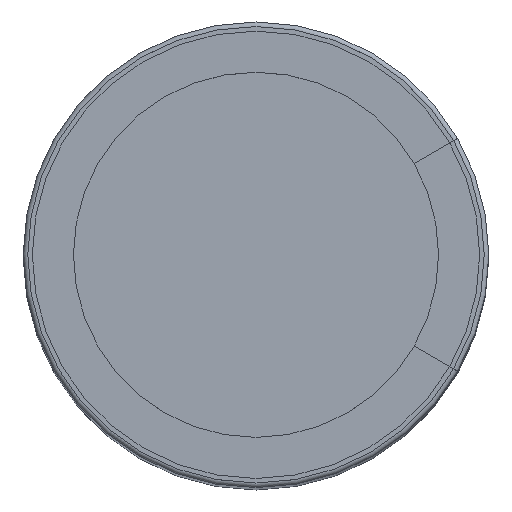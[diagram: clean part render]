
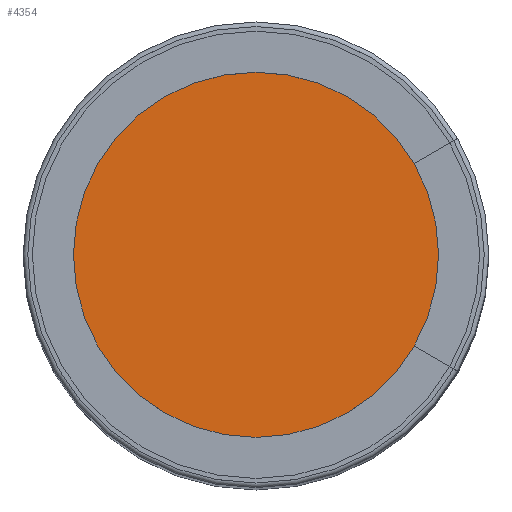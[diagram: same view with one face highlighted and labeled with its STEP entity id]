
A CAD part, top view. The second image highlights one B-rep face of the part: STEP entity #4354.
In plain terms, the highlighted planar face has unit normal (0, 0, 1).
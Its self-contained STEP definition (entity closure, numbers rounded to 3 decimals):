
#4236 = TOROIDAL_SURFACE('',#4237,4.9,0.1);
#4237 = AXIS2_PLACEMENT_3D('',#4238,#4239,#4240);
#4238 = CARTESIAN_POINT('',(0.,0.,30.6));
#4239 = DIRECTION('',(0.,0.,-1.));
#4240 = DIRECTION('',(-1.,0.,0.));
#4274 = EDGE_CURVE('',#4275,#4275,#4277,.T.);
#4275 = VERTEX_POINT('',#4276);
#4276 = CARTESIAN_POINT('',(4.9,0.,30.7));
#4277 = SURFACE_CURVE('',#4278,(#4283,#4312),.PCURVE_S1.);
#4278 = CIRCLE('',#4279,4.9);
#4279 = AXIS2_PLACEMENT_3D('',#4280,#4281,#4282);
#4280 = CARTESIAN_POINT('',(0.,0.,30.7));
#4281 = DIRECTION('',(0.,0.,-1.));
#4282 = DIRECTION('',(-1.,0.,0.));
#4283 = PCURVE('',#4236,#4284);
#4284 = DEFINITIONAL_REPRESENTATION('',(#4285),#4311);
#4285 = B_SPLINE_CURVE_WITH_KNOTS('',3,(#4286,#4287,#4288,#4289,#4290,
    #4291,#4292,#4293,#4294,#4295,#4296,#4297,#4298,#4299,#4300,#4301,
    #4302,#4303,#4304,#4305,#4306,#4307,#4308,#4309,#4310),
  .UNSPECIFIED.,.F.,.F.,(4,1,1,1,1,1,1,1,1,1,1,1,1,1,1,1,1,1,1,1,1,1,4),
  (3.142,3.427,3.713,3.998,
    4.284,4.57,4.855,5.141,
    5.426,5.712,5.998,6.283,
    6.569,6.854,7.14,7.426,
    7.711,7.997,8.282,8.568,
    8.854,9.139,9.425),.UNSPECIFIED.);
#4286 = CARTESIAN_POINT('',(3.142,4.712));
#4287 = CARTESIAN_POINT('',(3.237,4.712));
#4288 = CARTESIAN_POINT('',(3.427,4.712));
#4289 = CARTESIAN_POINT('',(3.713,4.712));
#4290 = CARTESIAN_POINT('',(3.998,4.712));
#4291 = CARTESIAN_POINT('',(4.284,4.712));
#4292 = CARTESIAN_POINT('',(4.57,4.712));
#4293 = CARTESIAN_POINT('',(4.855,4.712));
#4294 = CARTESIAN_POINT('',(5.141,4.712));
#4295 = CARTESIAN_POINT('',(5.426,4.712));
#4296 = CARTESIAN_POINT('',(5.712,4.712));
#4297 = CARTESIAN_POINT('',(5.998,4.712));
#4298 = CARTESIAN_POINT('',(6.283,4.712));
#4299 = CARTESIAN_POINT('',(6.569,4.712));
#4300 = CARTESIAN_POINT('',(6.854,4.712));
#4301 = CARTESIAN_POINT('',(7.14,4.712));
#4302 = CARTESIAN_POINT('',(7.426,4.712));
#4303 = CARTESIAN_POINT('',(7.711,4.712));
#4304 = CARTESIAN_POINT('',(7.997,4.712));
#4305 = CARTESIAN_POINT('',(8.282,4.712));
#4306 = CARTESIAN_POINT('',(8.568,4.712));
#4307 = CARTESIAN_POINT('',(8.854,4.712));
#4308 = CARTESIAN_POINT('',(9.139,4.712));
#4309 = CARTESIAN_POINT('',(9.33,4.712));
#4310 = CARTESIAN_POINT('',(9.425,4.712));
#4311 = ( GEOMETRIC_REPRESENTATION_CONTEXT(2) 
PARAMETRIC_REPRESENTATION_CONTEXT() REPRESENTATION_CONTEXT('2D SPACE',''
  ) );
#4312 = PCURVE('',#4313,#4318);
#4313 = PLANE('',#4314);
#4314 = AXIS2_PLACEMENT_3D('',#4315,#4316,#4317);
#4315 = CARTESIAN_POINT('',(0.,0.,30.7));
#4316 = DIRECTION('',(0.,0.,1.));
#4317 = DIRECTION('',(1.,0.,-0.));
#4318 = DEFINITIONAL_REPRESENTATION('',(#4319),#4327);
#4319 = ( BOUNDED_CURVE() B_SPLINE_CURVE(2,(#4320,#4321,#4322,#4323,
#4324,#4325,#4326),.UNSPECIFIED.,.T.,.F.) B_SPLINE_CURVE_WITH_KNOTS((1,2
    ,2,2,2,1),(-2.094,0.,2.094,4.189,
6.283,8.378),.UNSPECIFIED.) CURVE() 
GEOMETRIC_REPRESENTATION_ITEM() RATIONAL_B_SPLINE_CURVE((1.,0.5,1.,0.5,
1.,0.5,1.)) REPRESENTATION_ITEM('') );
#4320 = CARTESIAN_POINT('',(-4.9,0.));
#4321 = CARTESIAN_POINT('',(-4.9,8.487));
#4322 = CARTESIAN_POINT('',(2.45,4.244));
#4323 = CARTESIAN_POINT('',(9.8,0.));
#4324 = CARTESIAN_POINT('',(2.45,-4.244));
#4325 = CARTESIAN_POINT('',(-4.9,-8.487));
#4326 = CARTESIAN_POINT('',(-4.9,0.));
#4327 = ( GEOMETRIC_REPRESENTATION_CONTEXT(2) 
PARAMETRIC_REPRESENTATION_CONTEXT() REPRESENTATION_CONTEXT('2D SPACE',''
  ) );
#4354 = ADVANCED_FACE('',(#4355),#4313,.T.);
#4355 = FACE_BOUND('',#4356,.T.);
#4356 = EDGE_LOOP('',(#4357));
#4357 = ORIENTED_EDGE('',*,*,#4274,.F.);
